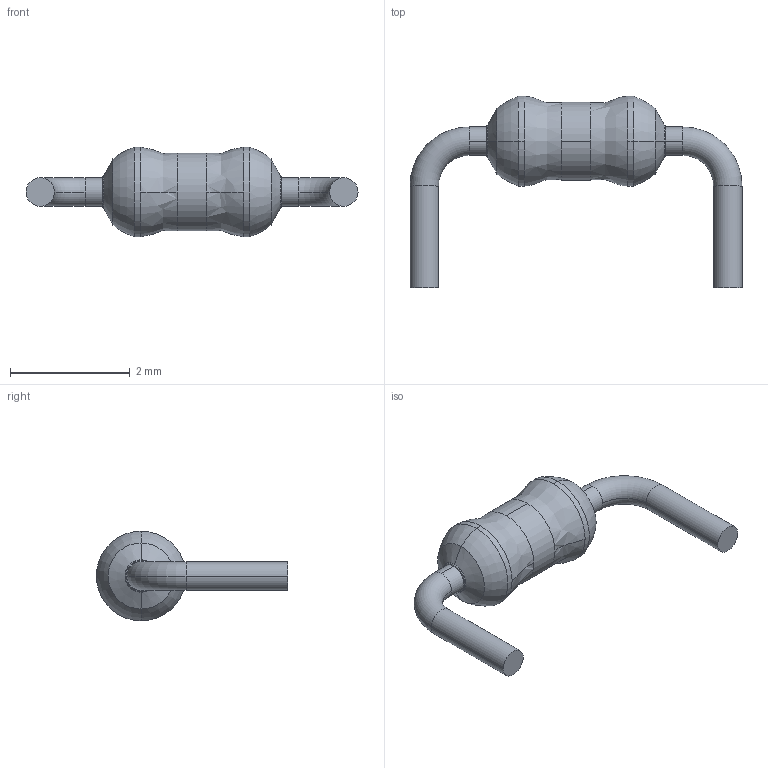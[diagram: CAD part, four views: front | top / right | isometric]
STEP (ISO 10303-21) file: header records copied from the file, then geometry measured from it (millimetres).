
FILE_DESCRIPTION (( 'STEP AP214' ), '1' );
FILE_NAME ('res axial 0.2 marron.STEP', '2021-04-18T14:38:17', ( '' ), ( '' ), 'SwSTEP 2.0', 'SolidWorks 2020', '' );
FILE_SCHEMA (( 'AUTOMOTIVE_DESIGN' ));
Length unit declared in the file: millimetre
Products named in the file (1): res axial 0.2 marron
Bounding box: 5.56 x 3.2 x 1.5 mm (x, y, z)
Volume: 5.1 mm3; surface area: 23.5 mm2
Topology: 1 solids, 1 shells, 44 faces, 98 edges, 56 vertices
Faces by surface type: torus 16, cylinder 14, cone 8, bspline 4, plane 2
Entity records: 1466 total; most frequent: CARTESIAN_POINT 271, DIRECTION 248, ORIENTED_EDGE 196, AXIS2_PLACEMENT_3D 113, EDGE_CURVE 98, CIRCLE 72, VERTEX_POINT 56, ADVANCED_FACE 44
